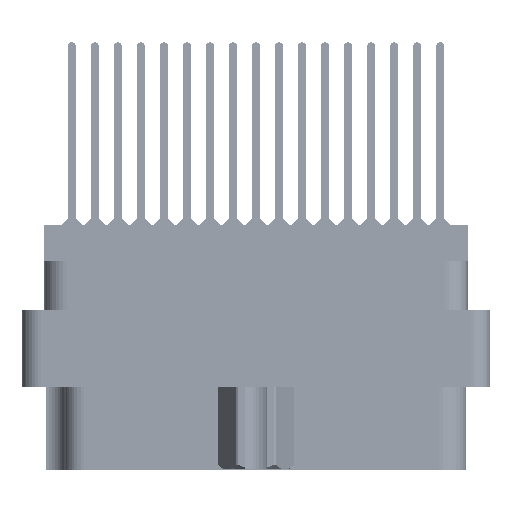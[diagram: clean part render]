
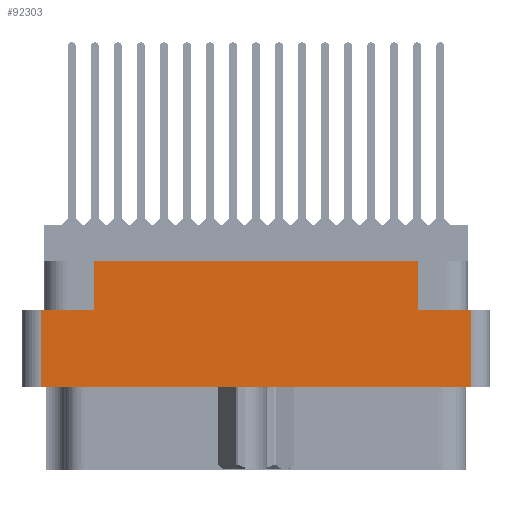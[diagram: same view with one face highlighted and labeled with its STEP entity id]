
A CAD part, left-side view. The second image highlights one B-rep face of the part: STEP entity #92303.
In plain terms, the highlighted planar face has unit normal (-1, 0, 0).
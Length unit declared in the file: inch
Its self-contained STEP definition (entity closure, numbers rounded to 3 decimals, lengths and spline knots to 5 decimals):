
#1075 = DIRECTION ( 'NONE',  ( 0., 1., 0. ) ) ;
#3561 = VECTOR ( 'NONE', #1075, 39.37008 ) ;
#6155 = CARTESIAN_POINT ( 'NONE',  ( -1.375, 0., -0.277 ) ) ;
#8660 = CARTESIAN_POINT ( 'NONE',  ( -1.375, -0.5285, -0.277 ) ) ;
#9565 = EDGE_CURVE ( 'NONE', #82141, #71112, #50685, .T. ) ;
#12484 = EDGE_CURVE ( 'NONE', #82141, #75716, #81531, .T. ) ;
#13067 = CARTESIAN_POINT ( 'NONE',  ( -1.375, -0.5285, -0.117 ) ) ;
#13623 = VERTEX_POINT ( 'NONE', #90687 ) ;
#13641 = CARTESIAN_POINT ( 'NONE',  ( -1.375, -0.7625, -0.798 ) ) ;
#14211 = EDGE_CURVE ( 'NONE', #84416, #71112, #19870, .T. ) ;
#14339 = DIRECTION ( 'NONE',  ( 0., 0., 1. ) ) ;
#15130 = CARTESIAN_POINT ( 'NONE',  ( -1.375, -0.7005, -0.529 ) ) ;
#19870 = LINE ( 'NONE', #73402, #49990 ) ;
#20728 = CARTESIAN_POINT ( 'NONE',  ( -1.375, 0.7005, -0.529 ) ) ;
#21009 = PLANE ( 'NONE',  #35539 ) ;
#22107 = VECTOR ( 'NONE', #62197, 39.37008 ) ;
#25842 = LINE ( 'NONE', #6155, #22107 ) ;
#26302 = EDGE_LOOP ( 'NONE', ( #38065, #55159, #26471, #54234, #80433, #94812, #30683, #65859 ) ) ;
#26471 = ORIENTED_EDGE ( 'NONE', *, *, #35587, .F. ) ;
#28289 = CARTESIAN_POINT ( 'NONE',  ( -1.375, 0.5285, -0.277 ) ) ;
#29345 = VERTEX_POINT ( 'NONE', #65778 ) ;
#30387 = DIRECTION ( 'NONE',  ( 0., 0., 1. ) ) ;
#30464 = VERTEX_POINT ( 'NONE', #15130 ) ;
#30683 = ORIENTED_EDGE ( 'NONE', *, *, #14211, .F. ) ;
#31295 = CARTESIAN_POINT ( 'NONE',  ( -1.375, -0.7005, -0.798 ) ) ;
#33602 = LINE ( 'NONE', #79576, #3561 ) ;
#34664 = CARTESIAN_POINT ( 'NONE',  ( -1.375, 0.5285, -0.117 ) ) ;
#35336 = LINE ( 'NONE', #87294, #77936 ) ;
#35512 = LINE ( 'NONE', #31295, #93026 ) ;
#35539 = AXIS2_PLACEMENT_3D ( 'NONE', #13641, #45225, #14339 ) ;
#35587 = EDGE_CURVE ( 'NONE', #30464, #77465, #33602, .T. ) ;
#36368 = VECTOR ( 'NONE', #74434, 39.37008 ) ;
#36745 = EDGE_CURVE ( 'NONE', #29345, #13623, #25842, .T. ) ;
#38065 = ORIENTED_EDGE ( 'NONE', *, *, #36745, .F. ) ;
#38072 = CARTESIAN_POINT ( 'NONE',  ( -1.375, -0.5285, -0.277 ) ) ;
#39328 = DIRECTION ( 'NONE',  ( 0., 0., 1. ) ) ;
#39788 = EDGE_CURVE ( 'NONE', #29345, #77465, #35336, .T. ) ;
#41262 = EDGE_CURVE ( 'NONE', #13623, #84416, #86443, .T. ) ;
#42225 = DIRECTION ( 'NONE',  ( 0., -1., 0. ) ) ;
#45225 = DIRECTION ( 'NONE',  ( -1., 0., 0. ) ) ;
#47080 = DIRECTION ( 'NONE',  ( 0., 0., -1. ) ) ;
#49990 = VECTOR ( 'NONE', #42225, 39.37008 ) ;
#50685 = LINE ( 'NONE', #38072, #84568 ) ;
#54234 = ORIENTED_EDGE ( 'NONE', *, *, #58061, .T. ) ;
#55159 = ORIENTED_EDGE ( 'NONE', *, *, #39788, .T. ) ;
#58061 = EDGE_CURVE ( 'NONE', #30464, #75716, #35512, .T. ) ;
#62197 = DIRECTION ( 'NONE',  ( 0., -1., 0. ) ) ;
#65778 = CARTESIAN_POINT ( 'NONE',  ( -1.375, 0.7005, -0.277 ) ) ;
#65859 = ORIENTED_EDGE ( 'NONE', *, *, #41262, .F. ) ;
#71112 = VERTEX_POINT ( 'NONE', #13067 ) ;
#73402 = CARTESIAN_POINT ( 'NONE',  ( -1.375, 0.7625, -0.117 ) ) ;
#74434 = DIRECTION ( 'NONE',  ( 0., -1., 0. ) ) ;
#75716 = VERTEX_POINT ( 'NONE', #94213 ) ;
#77465 = VERTEX_POINT ( 'NONE', #20728 ) ;
#77936 = VECTOR ( 'NONE', #47080, 39.37008 ) ;
#79576 = CARTESIAN_POINT ( 'NONE',  ( -1.375, 0., -0.529 ) ) ;
#80433 = ORIENTED_EDGE ( 'NONE', *, *, #12484, .F. ) ;
#81531 = LINE ( 'NONE', #90120, #36368 ) ;
#82141 = VERTEX_POINT ( 'NONE', #8660 ) ;
#84168 = FACE_OUTER_BOUND ( 'NONE', #26302, .T. ) ;
#84416 = VERTEX_POINT ( 'NONE', #34664 ) ;
#84568 = VECTOR ( 'NONE', #30387, 39.37008 ) ;
#86443 = LINE ( 'NONE', #28289, #93939 ) ;
#87294 = CARTESIAN_POINT ( 'NONE',  ( -1.375, 0.7005, -0.798 ) ) ;
#90120 = CARTESIAN_POINT ( 'NONE',  ( -1.375, 0., -0.277 ) ) ;
#90687 = CARTESIAN_POINT ( 'NONE',  ( -1.375, 0.5285, -0.277 ) ) ;
#92303 = ADVANCED_FACE ( 'NONE', ( #84168 ), #21009, .T. ) ;
#93018 = DIRECTION ( 'NONE',  ( 0., 0., 1. ) ) ;
#93026 = VECTOR ( 'NONE', #39328, 39.37008 ) ;
#93939 = VECTOR ( 'NONE', #93018, 39.37008 ) ;
#94213 = CARTESIAN_POINT ( 'NONE',  ( -1.375, -0.7005, -0.277 ) ) ;
#94812 = ORIENTED_EDGE ( 'NONE', *, *, #9565, .T. ) ;
